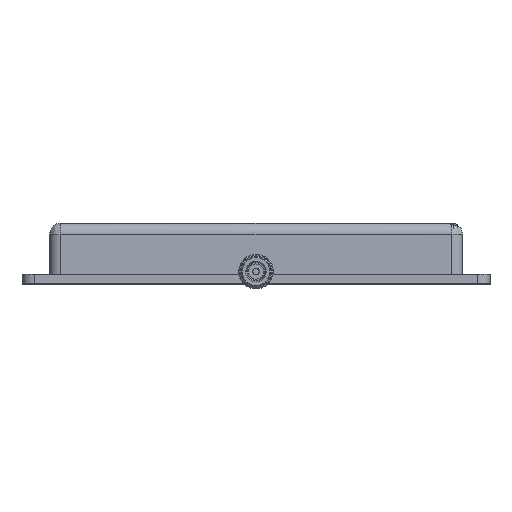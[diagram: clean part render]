
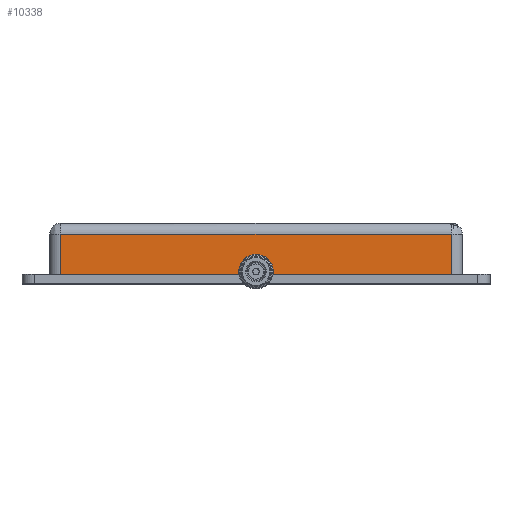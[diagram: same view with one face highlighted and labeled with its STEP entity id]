
A CAD part, top view. The second image highlights one B-rep face of the part: STEP entity #10338.
In plain terms, the highlighted face is planar.
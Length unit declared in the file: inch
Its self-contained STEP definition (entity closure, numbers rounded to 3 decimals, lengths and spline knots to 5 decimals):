
#105 = EDGE_CURVE ( 'NONE', #25065, #22147, #12364, .T. ) ;
#412 = VECTOR ( 'NONE', #21151, 39.37008 ) ;
#962 = DIRECTION ( 'NONE',  ( 0., 0., 1. ) ) ;
#1402 = VECTOR ( 'NONE', #14009, 39.37008 ) ;
#2010 = DIRECTION ( 'NONE',  ( 0., 0., -1. ) ) ;
#2366 = VECTOR ( 'NONE', #7257, 39.37008 ) ;
#2617 = DIRECTION ( 'NONE',  ( 0., 1., 0. ) ) ;
#2632 = DIRECTION ( 'NONE',  ( 0., 0., -1. ) ) ;
#2635 = CARTESIAN_POINT ( 'NONE',  ( 22.80271, 16.96078, -0.08 ) ) ;
#3198 = LINE ( 'NONE', #17397, #412 ) ;
#3553 = DIRECTION ( 'NONE',  ( 1., 0., 0. ) ) ;
#3615 = EDGE_CURVE ( 'NONE', #16603, #23394, #23790, .T. ) ;
#3735 = ORIENTED_EDGE ( 'NONE', *, *, #3615, .F. ) ;
#3741 = VECTOR ( 'NONE', #20358, 39.37008 ) ;
#4073 = CARTESIAN_POINT ( 'NONE',  ( 22.44771, 16.96078, -0.1165 ) ) ;
#4858 = CARTESIAN_POINT ( 'NONE',  ( 15.34771, 16.96078, 0.65 ) ) ;
#5251 = LINE ( 'NONE', #8465, #3741 ) ;
#5771 = VERTEX_POINT ( 'NONE', #9677 ) ;
#6310 = LINE ( 'NONE', #7091, #2366 ) ;
#6614 = DIRECTION ( 'NONE',  ( 0., 0., -1. ) ) ;
#6873 = ORIENTED_EDGE ( 'NONE', *, *, #16760, .F. ) ;
#7091 = CARTESIAN_POINT ( 'NONE',  ( 19.06771, 16.96078, -0.038 ) ) ;
#7153 = ORIENTED_EDGE ( 'NONE', *, *, #21291, .T. ) ;
#7257 = DIRECTION ( 'NONE',  ( 0., 0., 1. ) ) ;
#7343 = EDGE_CURVE ( 'NONE', #21252, #23039, #6310, .T. ) ;
#8384 = DIRECTION ( 'NONE',  ( 0., 0., 1. ) ) ;
#8465 = CARTESIAN_POINT ( 'NONE',  ( 18.72771, 16.96078, -0.082 ) ) ;
#8546 = VECTOR ( 'NONE', #3553, 39.37008 ) ;
#9559 = CARTESIAN_POINT ( 'NONE',  ( 22.80271, 16.96078, -0.08 ) ) ;
#9604 = FACE_OUTER_BOUND ( 'NONE', #18790, .T. ) ;
#9677 = CARTESIAN_POINT ( 'NONE',  ( 18.89771, 16.96078, 0.13 ) ) ;
#10338 = ADVANCED_FACE ( 'NONE', ( #9604 ), #18271, .T. ) ;
#10381 = AXIS2_PLACEMENT_3D ( 'NONE', #17989, #2617, #8384 ) ;
#10427 = DIRECTION ( 'NONE',  ( 0., -1., 0. ) ) ;
#10447 = CARTESIAN_POINT ( 'NONE',  ( 19.06771, 16.96078, -0.04 ) ) ;
#10516 = VERTEX_POINT ( 'NONE', #12980 ) ;
#10571 = CARTESIAN_POINT ( 'NONE',  ( 18.89771, 16.96078, -0.04 ) ) ;
#10983 = CIRCLE ( 'NONE', #10381, 0.17 ) ;
#11162 = CARTESIAN_POINT ( 'NONE',  ( 15.34771, 16.96078, -0.08 ) ) ;
#12364 = LINE ( 'NONE', #2635, #1402 ) ;
#12369 = DIRECTION ( 'NONE',  ( 0., 1., 0. ) ) ;
#12980 = CARTESIAN_POINT ( 'NONE',  ( 18.72771, 16.96078, -0.04 ) ) ;
#13009 = VECTOR ( 'NONE', #6614, 39.37008 ) ;
#13220 = CARTESIAN_POINT ( 'NONE',  ( 18.72771, 16.96078, -0.08 ) ) ;
#13414 = VECTOR ( 'NONE', #2010, 39.37008 ) ;
#13433 = ORIENTED_EDGE ( 'NONE', *, *, #18897, .T. ) ;
#13501 = CARTESIAN_POINT ( 'NONE',  ( 22.44771, 16.96078, -0.08 ) ) ;
#13536 = VERTEX_POINT ( 'NONE', #4858 ) ;
#14009 = DIRECTION ( 'NONE',  ( 1., 0., 0. ) ) ;
#14260 = CARTESIAN_POINT ( 'NONE',  ( 22.80271, 16.96078, -0.1165 ) ) ;
#14331 = CARTESIAN_POINT ( 'NONE',  ( 15.34771, 16.96078, -0.1165 ) ) ;
#15873 = ORIENTED_EDGE ( 'NONE', *, *, #105, .T. ) ;
#15902 = CARTESIAN_POINT ( 'NONE',  ( 19.06771, 16.96078, -0.08 ) ) ;
#16491 = ORIENTED_EDGE ( 'NONE', *, *, #21885, .T. ) ;
#16603 = VERTEX_POINT ( 'NONE', #24164 ) ;
#16760 = EDGE_CURVE ( 'NONE', #13536, #16603, #3198, .T. ) ;
#17397 = CARTESIAN_POINT ( 'NONE',  ( 22.80271, 16.96078, 0.65 ) ) ;
#17989 = CARTESIAN_POINT ( 'NONE',  ( 18.89771, 16.96078, -0.04 ) ) ;
#18196 = LINE ( 'NONE', #14331, #13009 ) ;
#18271 = PLANE ( 'NONE',  #20486 ) ;
#18790 = EDGE_LOOP ( 'NONE', ( #22966, #15873, #18959, #7153, #16491, #20913, #13433, #3735, #6873 ) ) ;
#18886 = LINE ( 'NONE', #9559, #8546 ) ;
#18897 = EDGE_CURVE ( 'NONE', #21252, #23394, #18886, .T. ) ;
#18959 = ORIENTED_EDGE ( 'NONE', *, *, #21393, .F. ) ;
#20358 = DIRECTION ( 'NONE',  ( 0., 0., -1. ) ) ;
#20486 = AXIS2_PLACEMENT_3D ( 'NONE', #14260, #10427, #2632 ) ;
#20504 = AXIS2_PLACEMENT_3D ( 'NONE', #10571, #12369, #962 ) ;
#20913 = ORIENTED_EDGE ( 'NONE', *, *, #7343, .F. ) ;
#21151 = DIRECTION ( 'NONE',  ( 1., 0., 0. ) ) ;
#21252 = VERTEX_POINT ( 'NONE', #15902 ) ;
#21291 = EDGE_CURVE ( 'NONE', #10516, #5771, #21361, .T. ) ;
#21361 = CIRCLE ( 'NONE', #20504, 0.17 ) ;
#21393 = EDGE_CURVE ( 'NONE', #10516, #22147, #5251, .T. ) ;
#21885 = EDGE_CURVE ( 'NONE', #5771, #23039, #10983, .T. ) ;
#22147 = VERTEX_POINT ( 'NONE', #13220 ) ;
#22966 = ORIENTED_EDGE ( 'NONE', *, *, #23640, .T. ) ;
#23039 = VERTEX_POINT ( 'NONE', #10447 ) ;
#23394 = VERTEX_POINT ( 'NONE', #13501 ) ;
#23640 = EDGE_CURVE ( 'NONE', #13536, #25065, #18196, .T. ) ;
#23790 = LINE ( 'NONE', #4073, #13414 ) ;
#24164 = CARTESIAN_POINT ( 'NONE',  ( 22.44771, 16.96078, 0.65 ) ) ;
#25065 = VERTEX_POINT ( 'NONE', #11162 ) ;
